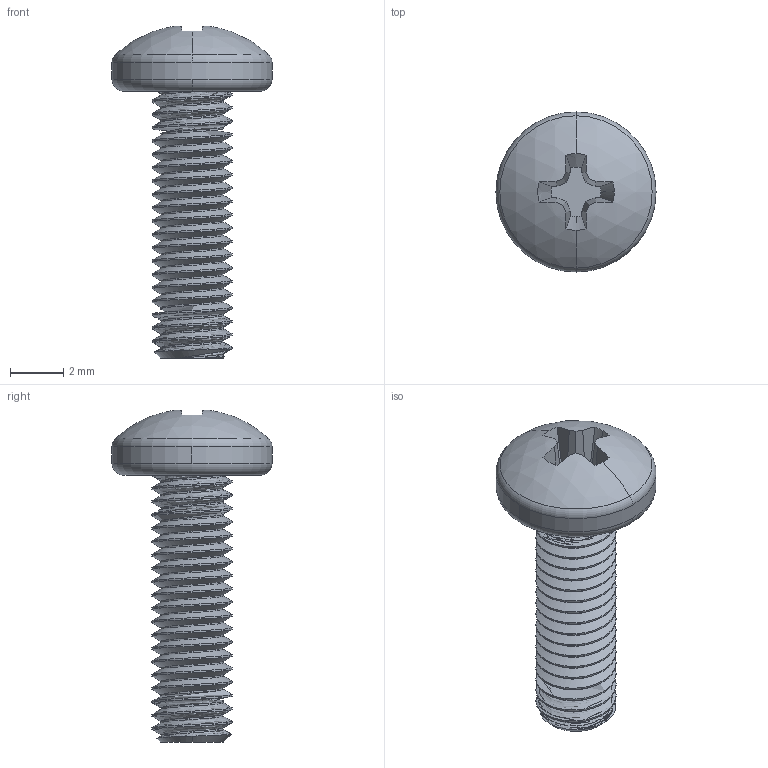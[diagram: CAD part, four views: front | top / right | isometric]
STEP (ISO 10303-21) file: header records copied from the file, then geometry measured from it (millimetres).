
FILE_DESCRIPTION (( 'STEP AP203' ), '1' );
FILE_NAME ('92000A120.step', '2012-05-30T18:26:06', ( 'Admin' ), ( 'Microsoft' ), 'SwSTEP 2.0', 'SolidWorks 2012', '' );
FILE_SCHEMA (( 'CONFIG_CONTROL_DESIGN' ));
Length unit declared in the file: millimetre
Products named in the file (1): 92000A120
Bounding box: 6 x 6 x 12.44 mm (x, y, z)
Volume: 104 mm3; surface area: 240.5 mm2
Topology: 1 solids, 1 shells, 140 faces, 406 edges, 269 vertices
Faces by surface type: cylinder 103, plane 19, cone 9, torus 4, bspline 3, sphere 2
Entity records: 6374 total; most frequent: CARTESIAN_POINT 3196, ORIENTED_EDGE 812, DIRECTION 520, EDGE_CURVE 406, VERTEX_POINT 269, AXIS2_PLACEMENT_3D 193, EDGE_LOOP 141, FACE_OUTER_BOUND 140
